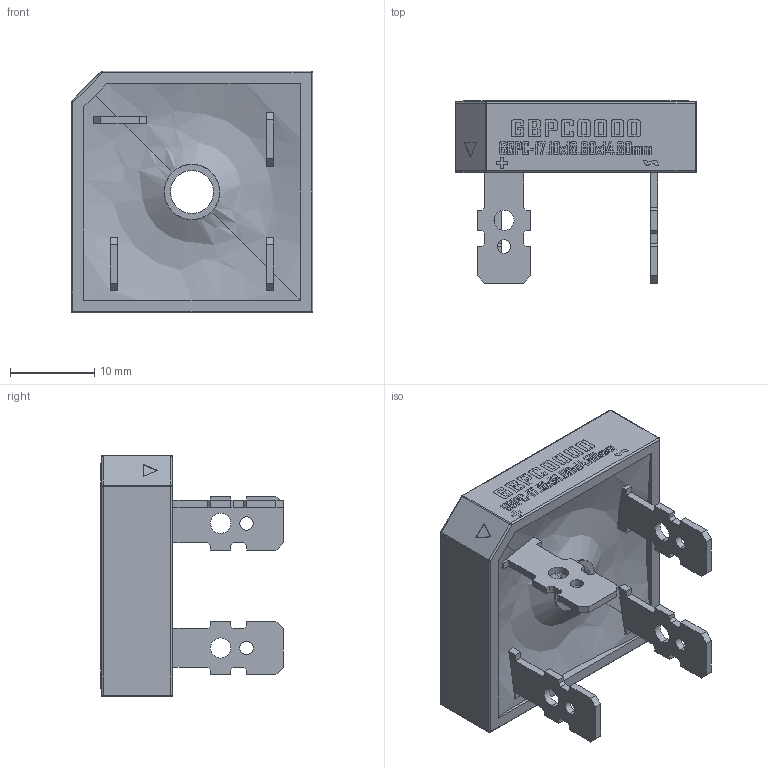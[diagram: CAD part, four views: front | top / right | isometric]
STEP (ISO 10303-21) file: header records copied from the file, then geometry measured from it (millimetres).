
FILE_DESCRIPTION (( 'STEP AP214' ), '1' );
FILE_NAME ('GBPC___Max_Size_Low_Profile__.STEP', '2023-03-08T21:14:11', ( '' ), ( '' ), 'SwSTEP 2.0', 'SolidWorks 2020', '' );
FILE_SCHEMA (( 'AUTOMOTIVE_DESIGN' ));
Length unit declared in the file: millimetre
Products named in the file (1): GBPC___Max_Size_Low_Profile__
Bounding box: 28.7 x 21.68 x 28.7 mm (x, y, z)
Volume: 6220.2 mm3; surface area: 3476.4 mm2
Topology: 1 solids, 1 shells, 712 faces, 1933 edges, 1271 vertices
Faces by surface type: plane 546, bspline 107, cylinder 43, sphere 10, cone 6
Entity records: 32088 total; most frequent: CARTESIAN_POINT 7988, ORIENTED_EDGE 3846, DIRECTION 2961, EDGE_CURVE 1923, VECTOR 1585, LINE 1585, VERTEX_POINT 1271, EDGE_LOOP 788
